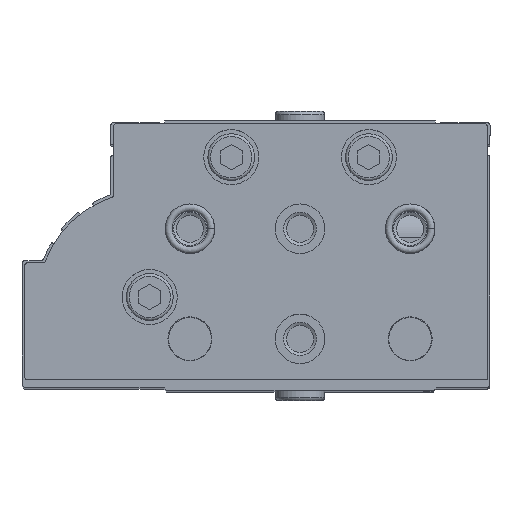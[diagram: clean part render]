
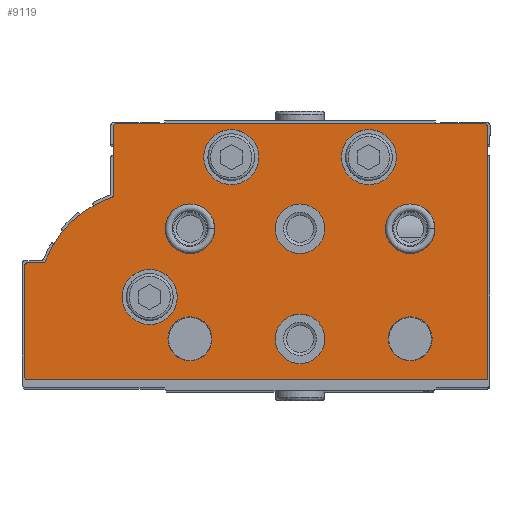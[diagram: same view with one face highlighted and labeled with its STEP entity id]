
A CAD part, top view. The second image highlights one B-rep face of the part: STEP entity #9119.
In plain terms, the highlighted face is planar.
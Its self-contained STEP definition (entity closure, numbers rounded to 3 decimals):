
#925=LINE('',#15438,#1640);
#927=LINE('',#15442,#1642);
#930=LINE('',#15450,#1645);
#933=LINE('',#15458,#1648);
#938=LINE('',#15474,#1653);
#941=LINE('',#15482,#1656);
#1640=VECTOR('',#12500,1000.);
#1642=VECTOR('',#12504,1000.);
#1645=VECTOR('',#12513,1000.);
#1648=VECTOR('',#12522,1000.);
#1653=VECTOR('',#12541,1000.);
#1656=VECTOR('',#12550,1000.);
#3541=ORIENTED_EDGE('',*,*,#5192,.T.);
#3542=ORIENTED_EDGE('',*,*,#5193,.T.);
#3543=ORIENTED_EDGE('',*,*,#5194,.T.);
#3544=ORIENTED_EDGE('',*,*,#5195,.T.);
#3545=ORIENTED_EDGE('',*,*,#5196,.T.);
#3546=ORIENTED_EDGE('',*,*,#5197,.T.);
#3547=ORIENTED_EDGE('',*,*,#5198,.T.);
#3548=ORIENTED_EDGE('',*,*,#5199,.T.);
#3549=ORIENTED_EDGE('',*,*,#5200,.T.);
#3550=ORIENTED_EDGE('',*,*,#5165,.F.);
#3551=ORIENTED_EDGE('',*,*,#5190,.F.);
#3552=ORIENTED_EDGE('',*,*,#5188,.F.);
#3553=ORIENTED_EDGE('',*,*,#5186,.F.);
#3554=ORIENTED_EDGE('',*,*,#5184,.T.);
#3555=ORIENTED_EDGE('',*,*,#5182,.F.);
#3556=ORIENTED_EDGE('',*,*,#5180,.T.);
#3557=ORIENTED_EDGE('',*,*,#5178,.F.);
#3558=ORIENTED_EDGE('',*,*,#5176,.F.);
#3559=ORIENTED_EDGE('',*,*,#5174,.F.);
#3560=ORIENTED_EDGE('',*,*,#5172,.F.);
#3561=ORIENTED_EDGE('',*,*,#5170,.F.);
#3562=ORIENTED_EDGE('',*,*,#5168,.F.);
#5165=EDGE_CURVE('',#6173,#6174,#6714,.T.);
#5168=EDGE_CURVE('',#6174,#6175,#925,.T.);
#5170=EDGE_CURVE('',#6175,#6176,#927,.T.);
#5172=EDGE_CURVE('',#6176,#6177,#6715,.T.);
#5174=EDGE_CURVE('',#6177,#6178,#930,.T.);
#5176=EDGE_CURVE('',#6178,#6179,#6716,.T.);
#5178=EDGE_CURVE('',#6179,#6180,#933,.T.);
#5180=EDGE_CURVE('',#6181,#6180,#6717,.T.);
#5182=EDGE_CURVE('',#6181,#6182,#6718,.T.);
#5184=EDGE_CURVE('',#6183,#6182,#6719,.T.);
#5186=EDGE_CURVE('',#6183,#6184,#938,.T.);
#5188=EDGE_CURVE('',#6184,#6185,#6720,.T.);
#5190=EDGE_CURVE('',#6185,#6173,#941,.T.);
#5192=EDGE_CURVE('',#6186,#6186,#6721,.T.);
#5193=EDGE_CURVE('',#6187,#6187,#6722,.T.);
#5194=EDGE_CURVE('',#6188,#6188,#6723,.T.);
#5195=EDGE_CURVE('',#6189,#6189,#6724,.T.);
#5196=EDGE_CURVE('',#6190,#6190,#6725,.T.);
#5197=EDGE_CURVE('',#6191,#6191,#6726,.T.);
#5198=EDGE_CURVE('',#6192,#6192,#6727,.T.);
#5199=EDGE_CURVE('',#6193,#6193,#6728,.T.);
#5200=EDGE_CURVE('',#6194,#6194,#6729,.T.);
#6173=VERTEX_POINT('',#15433);
#6174=VERTEX_POINT('',#15434);
#6175=VERTEX_POINT('',#15439);
#6176=VERTEX_POINT('',#15443);
#6177=VERTEX_POINT('',#15447);
#6178=VERTEX_POINT('',#15451);
#6179=VERTEX_POINT('',#15455);
#6180=VERTEX_POINT('',#15459);
#6181=VERTEX_POINT('',#15463);
#6182=VERTEX_POINT('',#15467);
#6183=VERTEX_POINT('',#15471);
#6184=VERTEX_POINT('',#15475);
#6185=VERTEX_POINT('',#15479);
#6186=VERTEX_POINT('',#15486);
#6187=VERTEX_POINT('',#15488);
#6188=VERTEX_POINT('',#15490);
#6189=VERTEX_POINT('',#15492);
#6190=VERTEX_POINT('',#15494);
#6191=VERTEX_POINT('',#15496);
#6192=VERTEX_POINT('',#15498);
#6193=VERTEX_POINT('',#15500);
#6194=VERTEX_POINT('',#15502);
#6714=CIRCLE('',#10219,0.5);
#6715=CIRCLE('',#10223,0.5);
#6716=CIRCLE('',#10226,0.5);
#6717=CIRCLE('',#10229,0.5);
#6718=CIRCLE('',#10231,19.5);
#6719=CIRCLE('',#10233,0.5);
#6720=CIRCLE('',#10236,0.5);
#6721=CIRCLE('',#10239,5.);
#6722=CIRCLE('',#10240,5.);
#6723=CIRCLE('',#10241,5.);
#6724=CIRCLE('',#10242,4.5);
#6725=CIRCLE('',#10243,4.5);
#6726=CIRCLE('',#10244,4.5);
#6727=CIRCLE('',#10245,4.5);
#6728=CIRCLE('',#10246,4.);
#6729=CIRCLE('',#10247,4.);
#7355=EDGE_LOOP('',(#3541));
#7356=EDGE_LOOP('',(#3542));
#7357=EDGE_LOOP('',(#3543));
#7358=EDGE_LOOP('',(#3544));
#7359=EDGE_LOOP('',(#3545));
#7360=EDGE_LOOP('',(#3546));
#7361=EDGE_LOOP('',(#3547));
#7362=EDGE_LOOP('',(#3548));
#7363=EDGE_LOOP('',(#3549));
#7364=EDGE_LOOP('',(#3550,#3551,#3552,#3553,#3554,#3555,#3556,#3557,#3558,
#3559,#3560,#3561,#3562));
#8168=FACE_BOUND('',#7355,.T.);
#8169=FACE_BOUND('',#7356,.T.);
#8170=FACE_BOUND('',#7357,.T.);
#8171=FACE_BOUND('',#7358,.T.);
#8172=FACE_BOUND('',#7359,.T.);
#8173=FACE_BOUND('',#7360,.T.);
#8174=FACE_BOUND('',#7361,.T.);
#8175=FACE_BOUND('',#7362,.T.);
#8176=FACE_BOUND('',#7363,.T.);
#8177=FACE_BOUND('',#7364,.T.);
#8664=PLANE('',#10238);
#9119=ADVANCED_FACE('',(#8168,#8169,#8170,#8171,#8172,#8173,#8174,#8175,
#8176,#8177),#8664,.F.);
#10219=AXIS2_PLACEMENT_3D('',#15432,#12494,#12495);
#10223=AXIS2_PLACEMENT_3D('',#15446,#12508,#12509);
#10226=AXIS2_PLACEMENT_3D('',#15454,#12517,#12518);
#10229=AXIS2_PLACEMENT_3D('',#15462,#12526,#12527);
#10231=AXIS2_PLACEMENT_3D('',#15466,#12531,#12532);
#10233=AXIS2_PLACEMENT_3D('',#15470,#12536,#12537);
#10236=AXIS2_PLACEMENT_3D('',#15478,#12545,#12546);
#10238=AXIS2_PLACEMENT_3D('',#15484,#12552,#12553);
#10239=AXIS2_PLACEMENT_3D('',#15485,#12554,#12555);
#10240=AXIS2_PLACEMENT_3D('',#15487,#12556,#12557);
#10241=AXIS2_PLACEMENT_3D('',#15489,#12558,#12559);
#10242=AXIS2_PLACEMENT_3D('',#15491,#12560,#12561);
#10243=AXIS2_PLACEMENT_3D('',#15493,#12562,#12563);
#10244=AXIS2_PLACEMENT_3D('',#15495,#12564,#12565);
#10245=AXIS2_PLACEMENT_3D('',#15497,#12566,#12567);
#10246=AXIS2_PLACEMENT_3D('',#15499,#12568,#12569);
#10247=AXIS2_PLACEMENT_3D('',#15501,#12570,#12571);
#12494=DIRECTION('',(0.,0.,1.));
#12495=DIRECTION('',(1.,0.,0.));
#12500=DIRECTION('',(0.,-1.,0.));
#12504=DIRECTION('',(1.,0.,0.));
#12508=DIRECTION('',(0.,0.,1.));
#12509=DIRECTION('',(1.,0.,0.));
#12513=DIRECTION('',(0.,1.,0.));
#12517=DIRECTION('',(0.,0.,1.));
#12518=DIRECTION('',(1.,0.,0.));
#12522=DIRECTION('',(-1.,0.,0.));
#12526=DIRECTION('',(0.,0.,1.));
#12527=DIRECTION('',(1.,0.,0.));
#12531=DIRECTION('',(0.,0.,1.));
#12532=DIRECTION('',(1.,0.,0.));
#12536=DIRECTION('',(0.,0.,1.));
#12537=DIRECTION('',(1.,0.,0.));
#12541=DIRECTION('',(0.,1.,0.));
#12545=DIRECTION('',(0.,0.,1.));
#12546=DIRECTION('',(1.,0.,0.));
#12550=DIRECTION('',(-1.,0.,0.));
#12552=DIRECTION('',(0.,0.,1.));
#12553=DIRECTION('',(1.,0.,0.));
#12554=DIRECTION('',(0.,0.,1.));
#12555=DIRECTION('',(1.,0.,0.));
#12556=DIRECTION('',(0.,0.,1.));
#12557=DIRECTION('',(1.,0.,0.));
#12558=DIRECTION('',(0.,0.,1.));
#12559=DIRECTION('',(1.,0.,0.));
#12560=DIRECTION('',(0.,0.,1.));
#12561=DIRECTION('',(1.,0.,0.));
#12562=DIRECTION('',(0.,0.,1.));
#12563=DIRECTION('',(1.,0.,0.));
#12564=DIRECTION('',(0.,0.,1.));
#12565=DIRECTION('',(1.,0.,0.));
#12566=DIRECTION('',(0.,0.,1.));
#12567=DIRECTION('',(1.,0.,0.));
#12568=DIRECTION('',(0.,0.,1.));
#12569=DIRECTION('',(1.,0.,0.));
#12570=DIRECTION('',(0.,0.,1.));
#12571=DIRECTION('',(1.,0.,0.));
#15432=CARTESIAN_POINT('',(0.5,46.,0.));
#15433=CARTESIAN_POINT('',(0.5,46.5,0.));
#15434=CARTESIAN_POINT('',(0.,46.,0.));
#15438=CARTESIAN_POINT('',(0.,46.,0.));
#15439=CARTESIAN_POINT('',(0.,0.,0.));
#15442=CARTESIAN_POINT('',(0.,0.,0.));
#15443=CARTESIAN_POINT('',(83.5,0.,0.));
#15446=CARTESIAN_POINT('',(83.5,0.5,0.));
#15447=CARTESIAN_POINT('',(84.,0.5,0.));
#15450=CARTESIAN_POINT('',(84.,0.5,0.));
#15451=CARTESIAN_POINT('',(84.,20.7,0.));
#15454=CARTESIAN_POINT('',(83.5,20.7,0.));
#15455=CARTESIAN_POINT('',(83.5,21.2,0.));
#15458=CARTESIAN_POINT('',(83.5,21.2,0.));
#15459=CARTESIAN_POINT('',(80.697,21.2,0.));
#15462=CARTESIAN_POINT('',(80.697,21.7,0.));
#15463=CARTESIAN_POINT('',(80.23,21.523,0.));
#15466=CARTESIAN_POINT('',(62.,14.6,0.));
#15467=CARTESIAN_POINT('',(68.191,33.091,0.));
#15470=CARTESIAN_POINT('',(68.35,33.565,0.));
#15471=CARTESIAN_POINT('',(67.85,33.565,0.));
#15474=CARTESIAN_POINT('',(67.85,33.565,0.));
#15475=CARTESIAN_POINT('',(67.85,46.,0.));
#15478=CARTESIAN_POINT('',(67.35,46.,0.));
#15479=CARTESIAN_POINT('',(67.35,46.5,0.));
#15482=CARTESIAN_POINT('',(67.35,46.5,0.));
#15484=CARTESIAN_POINT('',(0.5,46.,0.));
#15485=CARTESIAN_POINT('',(61.3,15.,0.));
#15486=CARTESIAN_POINT('',(66.3,15.,0.));
#15487=CARTESIAN_POINT('',(46.5,40.4,0.));
#15488=CARTESIAN_POINT('',(51.5,40.4,0.));
#15489=CARTESIAN_POINT('',(21.5,40.4,0.));
#15490=CARTESIAN_POINT('',(26.5,40.4,0.));
#15491=CARTESIAN_POINT('',(54.,27.4,0.));
#15492=CARTESIAN_POINT('',(58.5,27.4,0.));
#15493=CARTESIAN_POINT('',(34.,27.4,0.));
#15494=CARTESIAN_POINT('',(38.5,27.4,0.));
#15495=CARTESIAN_POINT('',(14.,27.4,0.));
#15496=CARTESIAN_POINT('',(18.5,27.4,0.));
#15497=CARTESIAN_POINT('',(34.,7.4,0.));
#15498=CARTESIAN_POINT('',(38.5,7.4,0.));
#15499=CARTESIAN_POINT('',(54.,7.4,0.));
#15500=CARTESIAN_POINT('',(58.,7.4,0.));
#15501=CARTESIAN_POINT('',(14.,7.4,0.));
#15502=CARTESIAN_POINT('',(18.,7.4,0.));
